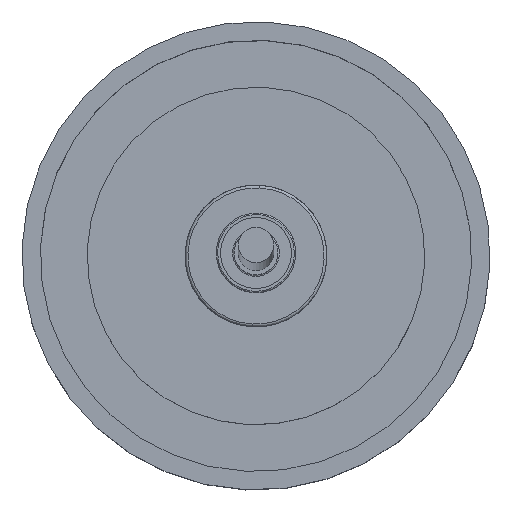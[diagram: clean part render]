
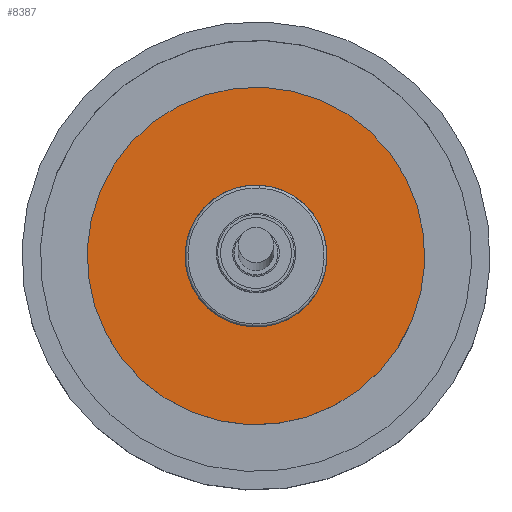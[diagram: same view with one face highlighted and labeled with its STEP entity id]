
A CAD part, top view. The second image highlights one B-rep face of the part: STEP entity #8387.
In plain terms, the highlighted face is planar.
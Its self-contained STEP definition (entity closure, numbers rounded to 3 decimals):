
#534 = CIRCLE ( 'NONE', #6130, 5. ) ;
#1026 = PLANE ( 'NONE',  #5163 ) ;
#1131 = DIRECTION ( 'NONE',  ( 0., 1., 0. ) ) ;
#1184 = CARTESIAN_POINT ( 'NONE',  ( -11.9, 0., 0. ) ) ;
#1491 = DIRECTION ( 'NONE',  ( 0., -1., 0. ) ) ;
#1844 = EDGE_LOOP ( 'NONE', ( #4884, #4834 ) ) ;
#1905 = DIRECTION ( 'NONE',  ( 1., 0., 0. ) ) ;
#2395 = VERTEX_POINT ( 'NONE', #4700 ) ;
#2470 = ORIENTED_EDGE ( 'NONE', *, *, #9249, .T. ) ;
#2681 = AXIS2_PLACEMENT_3D ( 'NONE', #8060, #9620, #2722 ) ;
#2722 = DIRECTION ( 'NONE',  ( 1., 0., 0. ) ) ;
#3043 = CARTESIAN_POINT ( 'NONE',  ( 0., 0., 0. ) ) ;
#3059 = AXIS2_PLACEMENT_3D ( 'NONE', #9699, #5968, #1905 ) ;
#3083 = EDGE_LOOP ( 'NONE', ( #2470, #3756 ) ) ;
#3427 = DIRECTION ( 'NONE',  ( -1., 0., 0. ) ) ;
#3756 = ORIENTED_EDGE ( 'NONE', *, *, #9846, .T. ) ;
#3798 = DIRECTION ( 'NONE',  ( 0., -1., 0. ) ) ;
#3825 = EDGE_CURVE ( 'NONE', #5691, #5682, #3839, .T. ) ;
#3839 = CIRCLE ( 'NONE', #3059, 5. ) ;
#3944 = DIRECTION ( 'NONE',  ( 1., 0., 0. ) ) ;
#4700 = CARTESIAN_POINT ( 'NONE',  ( -11.9, 0., 0. ) ) ;
#4834 = ORIENTED_EDGE ( 'NONE', *, *, #3825, .F. ) ;
#4884 = ORIENTED_EDGE ( 'NONE', *, *, #5175, .F. ) ;
#4927 = CARTESIAN_POINT ( 'NONE',  ( 11.9, 0., 0. ) ) ;
#4992 = AXIS2_PLACEMENT_3D ( 'NONE', #3043, #1491, #3944 ) ;
#5144 = CARTESIAN_POINT ( 'NONE',  ( 5., 0., 0. ) ) ;
#5163 = AXIS2_PLACEMENT_3D ( 'NONE', #1184, #1131, #3427 ) ;
#5175 = EDGE_CURVE ( 'NONE', #5682, #5691, #534, .T. ) ;
#5420 = CARTESIAN_POINT ( 'NONE',  ( 0., 0., 0. ) ) ;
#5470 = DIRECTION ( 'NONE',  ( 1., 0., 0. ) ) ;
#5682 = VERTEX_POINT ( 'NONE', #5144 ) ;
#5686 = FACE_OUTER_BOUND ( 'NONE', #3083, .T. ) ;
#5691 = VERTEX_POINT ( 'NONE', #8900 ) ;
#5968 = DIRECTION ( 'NONE',  ( 0., -1., 0. ) ) ;
#6130 = AXIS2_PLACEMENT_3D ( 'NONE', #5420, #3798, #5470 ) ;
#6260 = CIRCLE ( 'NONE', #4992, 11.9 ) ;
#8060 = CARTESIAN_POINT ( 'NONE',  ( 0., 0., 0. ) ) ;
#8141 = CIRCLE ( 'NONE', #2681, 11.9 ) ;
#8387 = ADVANCED_FACE ( 'NONE', ( #9565, #5686 ), #1026, .F. ) ;
#8900 = CARTESIAN_POINT ( 'NONE',  ( -5., 0., 0. ) ) ;
#9093 = VERTEX_POINT ( 'NONE', #4927 ) ;
#9249 = EDGE_CURVE ( 'NONE', #9093, #2395, #6260, .T. ) ;
#9565 = FACE_BOUND ( 'NONE', #1844, .T. ) ;
#9620 = DIRECTION ( 'NONE',  ( 0., -1., 0. ) ) ;
#9699 = CARTESIAN_POINT ( 'NONE',  ( 0., 0., 0. ) ) ;
#9846 = EDGE_CURVE ( 'NONE', #2395, #9093, #8141, .T. ) ;
